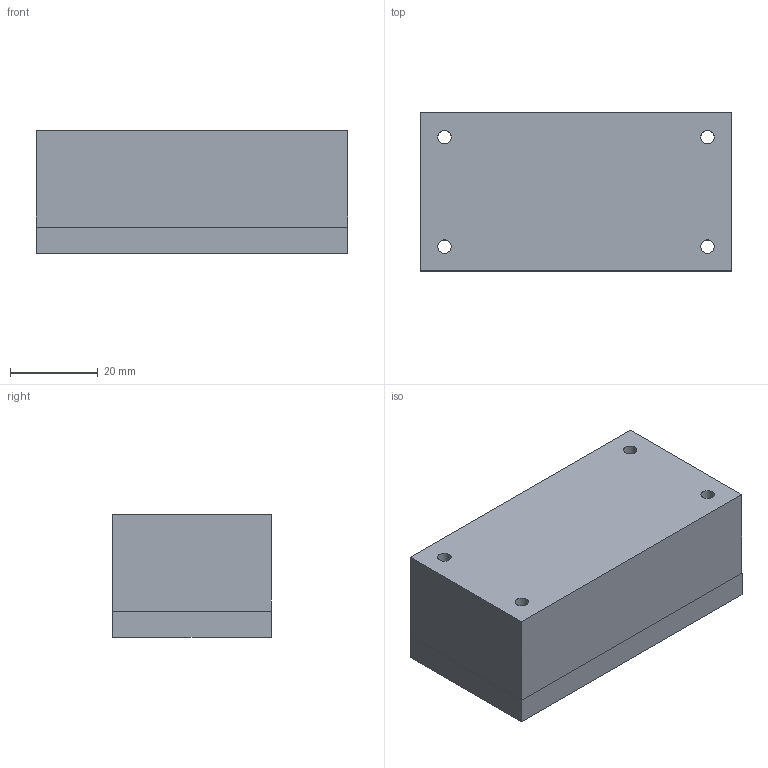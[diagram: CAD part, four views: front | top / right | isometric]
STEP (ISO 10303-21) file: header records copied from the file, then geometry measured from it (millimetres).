
FILE_DESCRIPTION(('STEP AP203'), '1');
FILE_NAME('ÊîðîáêàÓÇ', '', ('UNSPECIFIED'), ('UNSPECIFIED'), 'C3D Converter', 'C3D Toolkit', '');
FILE_SCHEMA(('CONFIG_CONTROL_DESIGN'));
Length unit declared in the file: millimetre
Assembly tree (2 placements, depth 2):
  (unnamed)
    (unnamed)
    (unnamed)
Bounding box: 71.1 x 36.1 x 28 mm (x, y, z)
Volume: 31396.6 mm3; surface area: 19355.5 mm2
Topology: 2 solids, 2 shells, 42 faces, 102 edges, 68 vertices
Faces by surface type: plane 28, cylinder 14
Full cylindrical faces by diameter (mm): 3.1 x8, 8 x4, 18 x2
Entity records: 1706 total; most frequent: DIRECTION 206, CARTESIAN_POINT 201, ORIENTED_EDGE 176, EDGE_CURVE 88, EDGE_LOOP 82, AXIS2_PLACEMENT_3D 73, VERTEX_POINT 68, LINE 60
